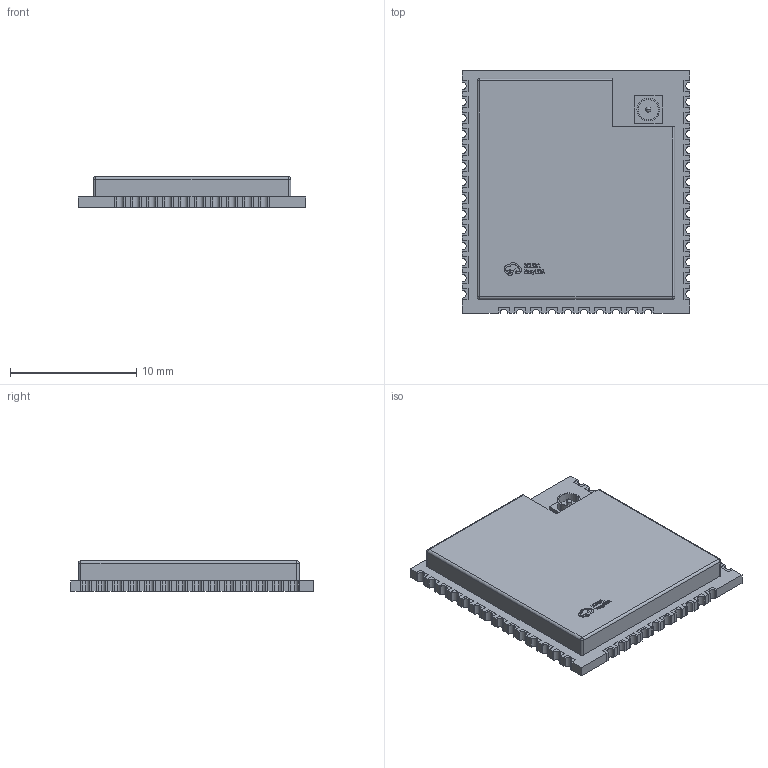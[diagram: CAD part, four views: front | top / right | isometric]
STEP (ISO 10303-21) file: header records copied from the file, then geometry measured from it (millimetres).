
FILE_DESCRIPTION (( 'STEP AP214' ), '1' );
FILE_NAME ('WIFI-SMD_ESP32-WROOM-32UE-A.step', '2022-07-15T04:51:00', ( '' ), ( '' ), 'SwSTEP 2.0', 'SolidWorks 2020', '' );
FILE_SCHEMA (( 'AUTOMOTIVE_DESIGN' ));
Length unit declared in the file: millimetre
Products named in the file (1): WIFI-SMD_ESP32-WROOM-32UE-A
Bounding box: 18 x 19.2 x 2.41 mm (x, y, z)
Volume: 681.5 mm3; surface area: 866.1 mm2
Topology: 14 solids, 14 shells, 843 faces, 2379 edges, 1580 vertices
Faces by surface type: plane 661, bspline 112, cylinder 65, sphere 5
Entity records: 36871 total; most frequent: CARTESIAN_POINT 6898, ORIENTED_EDGE 4744, DIRECTION 3740, EDGE_CURVE 2372, VECTOR 2012, LINE 2012, VERTEX_POINT 1578, EDGE_LOOP 876
